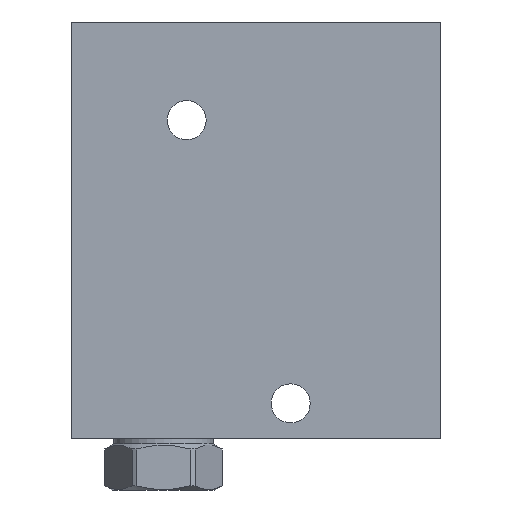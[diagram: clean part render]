
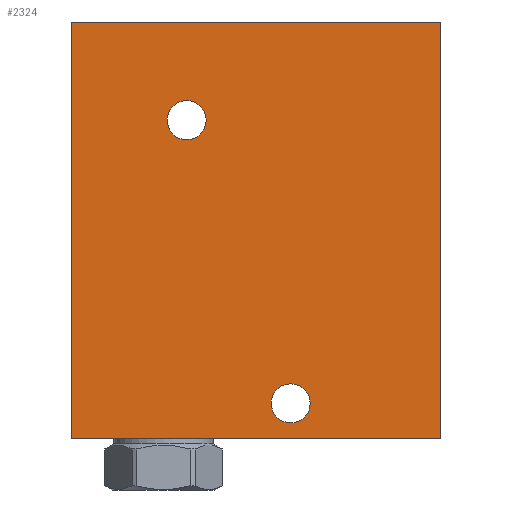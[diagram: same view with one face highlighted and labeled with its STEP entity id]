
A CAD part, front view. The second image highlights one B-rep face of the part: STEP entity #2324.
In plain terms, the highlighted planar face has unit normal (0, -1, 0).
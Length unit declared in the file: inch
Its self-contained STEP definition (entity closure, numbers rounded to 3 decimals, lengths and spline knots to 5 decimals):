
#5=DIRECTION('',(1.,0.,0.));
#6=VECTOR('',#5,4.);
#7=CARTESIAN_POINT('',(0.,-1.5,0.));
#8=LINE('',#7,#6);
#85=DIRECTION('',(0.,0.,1.));
#86=VECTOR('',#85,4.5);
#87=CARTESIAN_POINT('',(4.,-1.5,0.));
#88=LINE('',#87,#86);
#109=DIRECTION('',(0.,0.,1.));
#110=VECTOR('',#109,4.5);
#111=CARTESIAN_POINT('',(0.,-1.5,0.));
#112=LINE('',#111,#110);
#113=CARTESIAN_POINT('',(1.25,-1.5,3.438));
#114=DIRECTION('',(0.,-1.,0.));
#115=DIRECTION('',(-1.,0.,0.));
#116=AXIS2_PLACEMENT_3D('',#113,#114,#115);
#118=CARTESIAN_POINT('',(1.25,-1.5,3.438));
#119=DIRECTION('',(0.,-1.,0.));
#120=DIRECTION('',(1.,0.,0.));
#121=AXIS2_PLACEMENT_3D('',#118,#119,#120);
#123=CARTESIAN_POINT('',(2.375,-1.5,0.375));
#124=DIRECTION('',(0.,-1.,0.));
#125=DIRECTION('',(-1.,0.,0.));
#126=AXIS2_PLACEMENT_3D('',#123,#124,#125);
#128=CARTESIAN_POINT('',(2.375,-1.5,0.375));
#129=DIRECTION('',(0.,-1.,0.));
#130=DIRECTION('',(1.,0.,0.));
#131=AXIS2_PLACEMENT_3D('',#128,#129,#130);
#145=DIRECTION('',(1.,0.,0.));
#146=VECTOR('',#145,4.);
#147=CARTESIAN_POINT('',(0.,-1.5,4.5));
#148=LINE('',#147,#146);
#1904=CARTESIAN_POINT('',(0.,-1.5,0.));
#1906=VERTEX_POINT('',#1904);
#1907=CARTESIAN_POINT('',(4.,-1.5,0.));
#1908=VERTEX_POINT('',#1907);
#1912=CARTESIAN_POINT('',(0.,-1.5,4.5));
#1914=VERTEX_POINT('',#1912);
#1915=CARTESIAN_POINT('',(4.,-1.5,4.5));
#1916=VERTEX_POINT('',#1915);
#2067=CARTESIAN_POINT('',(1.039,-1.5,3.438));
#2068=CARTESIAN_POINT('',(1.461,-1.5,3.438));
#2069=VERTEX_POINT('',#2067);
#2070=VERTEX_POINT('',#2068);
#2075=CARTESIAN_POINT('',(2.164,-1.5,0.375));
#2076=CARTESIAN_POINT('',(2.586,-1.5,0.375));
#2077=VERTEX_POINT('',#2075);
#2078=VERTEX_POINT('',#2076);
#2300=CARTESIAN_POINT('',(0.,-1.5,0.));
#2301=DIRECTION('',(0.,-1.,0.));
#2302=DIRECTION('',(1.,0.,0.));
#2303=AXIS2_PLACEMENT_3D('',#2300,#2301,#2302);
#2304=PLANE('',#2303);
#2305=ORIENTED_EDGE('',*,*,#2200,.F.);
#2306=ORIENTED_EDGE('',*,*,#2225,.T.);
#2308=ORIENTED_EDGE('',*,*,#2307,.T.);
#2309=ORIENTED_EDGE('',*,*,#2280,.F.);
#2310=EDGE_LOOP('',(#2305,#2306,#2308,#2309));
#2311=FACE_OUTER_BOUND('',#2310,.F.);
#2313=ORIENTED_EDGE('',*,*,#2312,.T.);
#2315=ORIENTED_EDGE('',*,*,#2314,.T.);
#2316=EDGE_LOOP('',(#2313,#2315));
#2317=FACE_BOUND('',#2316,.F.);
#2319=ORIENTED_EDGE('',*,*,#2318,.T.);
#2321=ORIENTED_EDGE('',*,*,#2320,.T.);
#2322=EDGE_LOOP('',(#2319,#2321));
#2323=FACE_BOUND('',#2322,.F.);
#2324=ADVANCED_FACE('',(#2311,#2317,#2323),#2304,.T.);
#117=CIRCLE('',#116,0.211);
#122=CIRCLE('',#121,0.211);
#127=CIRCLE('',#126,0.211);
#132=CIRCLE('',#131,0.211);
#2200=EDGE_CURVE('',#1906,#1908,#8,.T.);
#2225=EDGE_CURVE('',#1906,#1914,#112,.T.);
#2280=EDGE_CURVE('',#1908,#1916,#88,.T.);
#2307=EDGE_CURVE('',#1914,#1916,#148,.T.);
#2312=EDGE_CURVE('',#2069,#2070,#117,.T.);
#2314=EDGE_CURVE('',#2070,#2069,#122,.T.);
#2318=EDGE_CURVE('',#2077,#2078,#127,.T.);
#2320=EDGE_CURVE('',#2078,#2077,#132,.T.);
